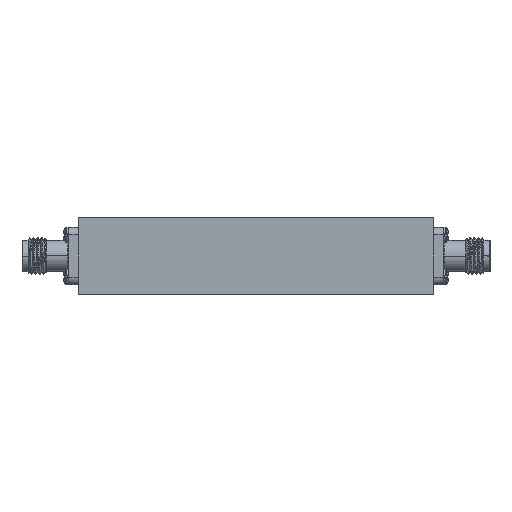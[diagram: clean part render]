
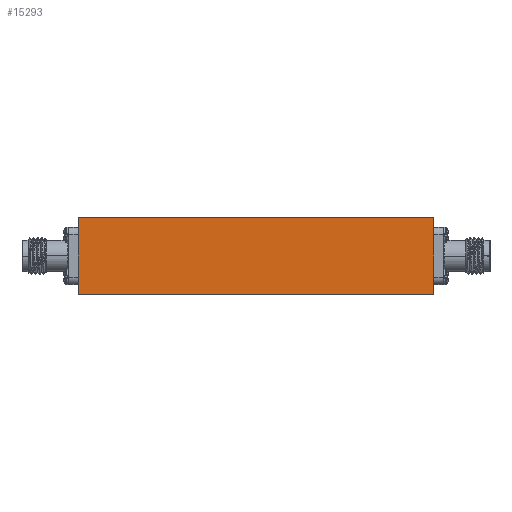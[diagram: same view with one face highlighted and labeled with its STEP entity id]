
A CAD part, left-side view. The second image highlights one B-rep face of the part: STEP entity #15293.
In plain terms, the highlighted planar face has unit normal (-1, 0, 0).
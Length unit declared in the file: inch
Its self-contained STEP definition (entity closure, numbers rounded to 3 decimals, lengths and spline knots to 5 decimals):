
#113 = LINE ( 'NONE', #14957, #18072 ) ;
#1242 = AXIS2_PLACEMENT_3D ( 'NONE', #25981, #28223, #25837 ) ;
#3648 = PLANE ( 'NONE',  #1242 ) ;
#5306 = CARTESIAN_POINT ( 'NONE',  ( -2.99213, -1.1811, -0.25591 ) ) ;
#5583 = LINE ( 'NONE', #15307, #7208 ) ;
#5843 = EDGE_LOOP ( 'NONE', ( #8651, #27649, #9850, #14050 ) ) ;
#6757 = CARTESIAN_POINT ( 'NONE',  ( -2.99213, -1.1811, 0.25591 ) ) ;
#7208 = VECTOR ( 'NONE', #25029, 39.37008 ) ;
#7732 = CARTESIAN_POINT ( 'NONE',  ( -2.99213, 1.1811, 0.25591 ) ) ;
#8167 = VERTEX_POINT ( 'NONE', #23056 ) ;
#8651 = ORIENTED_EDGE ( 'NONE', *, *, #18745, .T. ) ;
#9009 = EDGE_CURVE ( 'NONE', #25046, #8167, #113, .T. ) ;
#9850 = ORIENTED_EDGE ( 'NONE', *, *, #17425, .F. ) ;
#14050 = ORIENTED_EDGE ( 'NONE', *, *, #9009, .T. ) ;
#14559 = DIRECTION ( 'NONE',  ( 0., -1., 0. ) ) ;
#14957 = CARTESIAN_POINT ( 'NONE',  ( -2.99213, 1.1811, 0.25591 ) ) ;
#15293 = ADVANCED_FACE ( 'NONE', ( #16263 ), #3648, .F. ) ;
#15307 = CARTESIAN_POINT ( 'NONE',  ( -2.99213, -1.1811, -0.25591 ) ) ;
#15592 = LINE ( 'NONE', #24998, #28607 ) ;
#16263 = FACE_OUTER_BOUND ( 'NONE', #5843, .T. ) ;
#16491 = LINE ( 'NONE', #6757, #26089 ) ;
#17425 = EDGE_CURVE ( 'NONE', #25046, #26946, #16491, .T. ) ;
#18072 = VECTOR ( 'NONE', #24220, 39.37008 ) ;
#18745 = EDGE_CURVE ( 'NONE', #8167, #27693, #5583, .T. ) ;
#19016 = EDGE_CURVE ( 'NONE', #26946, #27693, #15592, .T. ) ;
#20530 = CARTESIAN_POINT ( 'NONE',  ( -2.99213, -1.1811, 0.25591 ) ) ;
#23056 = CARTESIAN_POINT ( 'NONE',  ( -2.99213, 1.1811, -0.25591 ) ) ;
#24220 = DIRECTION ( 'NONE',  ( 0., 0., -1. ) ) ;
#24998 = CARTESIAN_POINT ( 'NONE',  ( -2.99213, -1.1811, 0.25591 ) ) ;
#25029 = DIRECTION ( 'NONE',  ( 0., -1., 0. ) ) ;
#25046 = VERTEX_POINT ( 'NONE', #7732 ) ;
#25837 = DIRECTION ( 'NONE',  ( 0., 0., -1. ) ) ;
#25981 = CARTESIAN_POINT ( 'NONE',  ( -2.99213, -1.1811, 0.25591 ) ) ;
#26089 = VECTOR ( 'NONE', #14559, 39.37008 ) ;
#26946 = VERTEX_POINT ( 'NONE', #20530 ) ;
#27649 = ORIENTED_EDGE ( 'NONE', *, *, #19016, .F. ) ;
#27693 = VERTEX_POINT ( 'NONE', #5306 ) ;
#28223 = DIRECTION ( 'NONE',  ( 1., 0., 0. ) ) ;
#28607 = VECTOR ( 'NONE', #29972, 39.37008 ) ;
#29972 = DIRECTION ( 'NONE',  ( 0., 0., -1. ) ) ;
